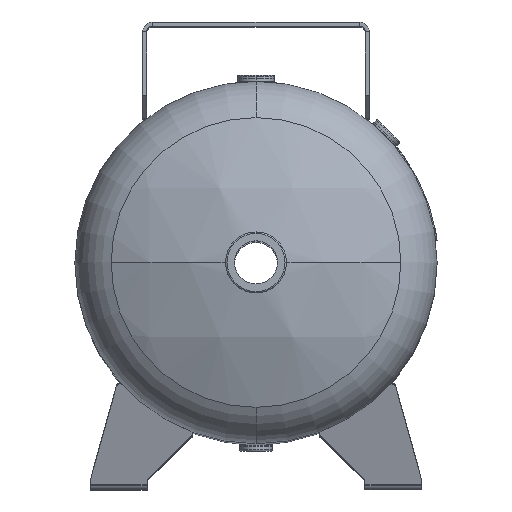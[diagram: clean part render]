
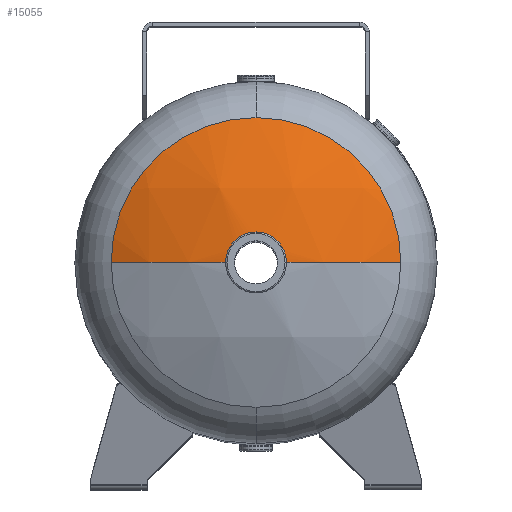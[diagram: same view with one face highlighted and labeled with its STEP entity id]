
A CAD part, top view. The second image highlights one B-rep face of the part: STEP entity #15055.
In plain terms, the highlighted spherical face has radius 365.76 mm.
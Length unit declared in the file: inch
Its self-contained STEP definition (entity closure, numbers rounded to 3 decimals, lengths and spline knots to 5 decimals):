
#189 = DIRECTION ( 'NONE',  ( 0., 0., -1. ) ) ;
#224 = ORIENTED_EDGE ( 'NONE', *, *, #4812, .F. ) ;
#624 = VERTEX_POINT ( 'NONE', #14190 ) ;
#1008 = CIRCLE ( 'NONE', #2196, 6.4 ) ;
#1541 = CIRCLE ( 'NONE', #3498, 6.4 ) ;
#1743 = EDGE_CURVE ( 'NONE', #624, #4729, #5000, .T. ) ;
#2179 = CARTESIAN_POINT ( 'NONE',  ( 0., -8.39011, 0. ) ) ;
#2196 = AXIS2_PLACEMENT_3D ( 'NONE', #7887, #11485, #15119 ) ;
#2365 = DIRECTION ( 'NONE',  ( 0., -1., 0. ) ) ;
#2480 = EDGE_CURVE ( 'NONE', #5421, #4261, #1541, .T. ) ;
#3163 = SPHERICAL_SURFACE ( 'NONE', #9367, 14.4 ) ;
#3498 = AXIS2_PLACEMENT_3D ( 'NONE', #3514, #2365, #9486 ) ;
#3514 = CARTESIAN_POINT ( 'NONE',  ( 0., 4.5095, 0. ) ) ;
#3830 = CIRCLE ( 'NONE', #10189, 1.1875 ) ;
#4261 = VERTEX_POINT ( 'NONE', #10009 ) ;
#4552 = DIRECTION ( 'NONE',  ( 0., 0., 1. ) ) ;
#4554 = ORIENTED_EDGE ( 'NONE', *, *, #1743, .T. ) ;
#4729 = VERTEX_POINT ( 'NONE', #13362 ) ;
#4812 = EDGE_CURVE ( 'NONE', #624, #12378, #3830, .T. ) ;
#5000 = CIRCLE ( 'NONE', #6929, 14.4 ) ;
#5421 = VERTEX_POINT ( 'NONE', #10799 ) ;
#5458 = DIRECTION ( 'NONE',  ( 1., 0., 0. ) ) ;
#5757 = CARTESIAN_POINT ( 'NONE',  ( 0., -8.39011, 0. ) ) ;
#6021 = FACE_OUTER_BOUND ( 'NONE', #10320, .T. ) ;
#6929 = AXIS2_PLACEMENT_3D ( 'NONE', #8165, #189, #9543 ) ;
#7264 = ORIENTED_EDGE ( 'NONE', *, *, #2480, .F. ) ;
#7825 = DIRECTION ( 'NONE',  ( 0., 0., -1. ) ) ;
#7887 = CARTESIAN_POINT ( 'NONE',  ( 0., 4.5095, 0. ) ) ;
#8165 = CARTESIAN_POINT ( 'NONE',  ( 0., -8.39011, 0. ) ) ;
#8368 = EDGE_CURVE ( 'NONE', #4261, #4729, #1008, .T. ) ;
#8693 = CARTESIAN_POINT ( 'NONE',  ( -1.1875, 5.96084, 0. ) ) ;
#8976 = CARTESIAN_POINT ( 'NONE',  ( 0., 5.96084, 0. ) ) ;
#9027 = EDGE_CURVE ( 'NONE', #12378, #5421, #13762, .T. ) ;
#9367 = AXIS2_PLACEMENT_3D ( 'NONE', #5757, #14995, #5458 ) ;
#9486 = DIRECTION ( 'NONE',  ( 0., 0., -1. ) ) ;
#9543 = DIRECTION ( 'NONE',  ( -1., 0., 0. ) ) ;
#10009 = CARTESIAN_POINT ( 'NONE',  ( 0., 4.5095, -6.4 ) ) ;
#10189 = AXIS2_PLACEMENT_3D ( 'NONE', #8976, #13666, #7825 ) ;
#10320 = EDGE_LOOP ( 'NONE', ( #10885, #224, #4554, #10570, #7264 ) ) ;
#10570 = ORIENTED_EDGE ( 'NONE', *, *, #8368, .F. ) ;
#10799 = CARTESIAN_POINT ( 'NONE',  ( -6.4, 4.5095, 0. ) ) ;
#10885 = ORIENTED_EDGE ( 'NONE', *, *, #9027, .F. ) ;
#11485 = DIRECTION ( 'NONE',  ( 0., -1., 0. ) ) ;
#12378 = VERTEX_POINT ( 'NONE', #8693 ) ;
#13362 = CARTESIAN_POINT ( 'NONE',  ( 6.4, 4.5095, 0. ) ) ;
#13666 = DIRECTION ( 'NONE',  ( 0., 1., 0. ) ) ;
#13762 = CIRCLE ( 'NONE', #14746, 14.4 ) ;
#13921 = DIRECTION ( 'NONE',  ( 1., 0., 0. ) ) ;
#14190 = CARTESIAN_POINT ( 'NONE',  ( 1.1875, 5.96084, 0. ) ) ;
#14746 = AXIS2_PLACEMENT_3D ( 'NONE', #2179, #4552, #13921 ) ;
#14995 = DIRECTION ( 'NONE',  ( 0., 0., 1. ) ) ;
#15055 = ADVANCED_FACE ( 'NONE', ( #6021 ), #3163, .T. ) ;
#15119 = DIRECTION ( 'NONE',  ( 0., 0., -1. ) ) ;
